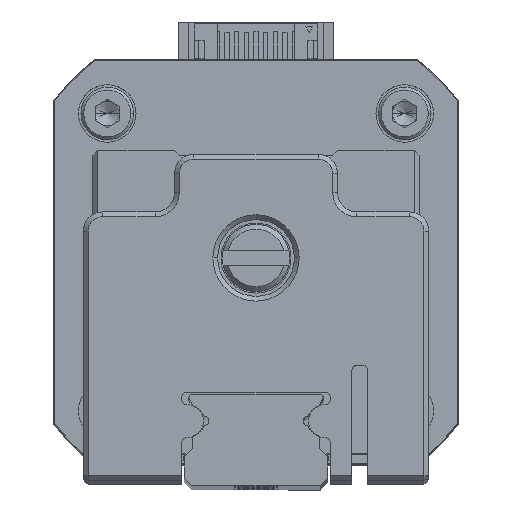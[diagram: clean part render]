
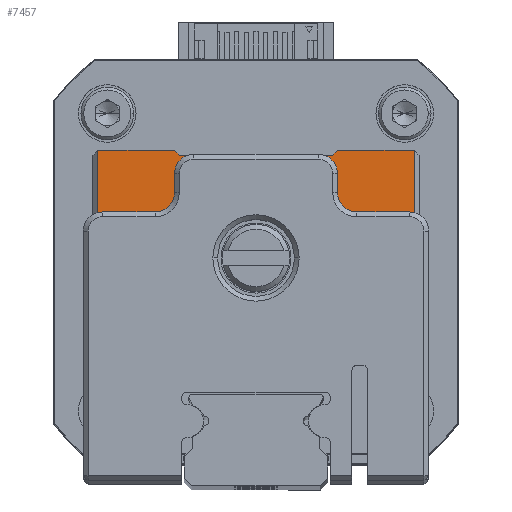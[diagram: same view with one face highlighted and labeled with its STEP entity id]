
A CAD part, top view. The second image highlights one B-rep face of the part: STEP entity #7457.
In plain terms, the highlighted planar face has unit normal (0, 0, 1).
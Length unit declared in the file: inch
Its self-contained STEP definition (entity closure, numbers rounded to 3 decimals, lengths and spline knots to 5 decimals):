
#348 = VERTEX_POINT ( 'NONE', #9864 ) ;
#379 = DIRECTION ( 'NONE',  ( 0., 0., 1. ) ) ;
#454 = CARTESIAN_POINT ( 'NONE',  ( -0.27236, 0.66436, 4.4685 ) ) ;
#537 = VECTOR ( 'NONE', #8206, 39.37008 ) ;
#779 = CARTESIAN_POINT ( 'NONE',  ( 0.45008, 0.23168, 4.4685 ) ) ;
#990 = CARTESIAN_POINT ( 'NONE',  ( -0.29204, 0.68405, 4.4685 ) ) ;
#991 = DIRECTION ( 'NONE',  ( 0., 0., -1. ) ) ;
#1236 = CARTESIAN_POINT ( 'NONE',  ( -0.2822, 0.23168, 4.4685 ) ) ;
#1295 = DIRECTION ( 'NONE',  ( 1., 0., 0. ) ) ;
#1484 = AXIS2_PLACEMENT_3D ( 'NONE', #25149, #13476, #1832 ) ;
#1514 = DIRECTION ( 'NONE',  ( -0.707, -0.707, 0. ) ) ;
#1832 = DIRECTION ( 'NONE',  ( -1., 0., 0. ) ) ;
#2256 = VERTEX_POINT ( 'NONE', #19022 ) ;
#2509 = FACE_BOUND ( 'NONE', #19400, .T. ) ;
#2641 = ORIENTED_EDGE ( 'NONE', *, *, #20503, .T. ) ;
#3051 = ORIENTED_EDGE ( 'NONE', *, *, #22710, .F. ) ;
#3196 = LINE ( 'NONE', #22522, #12912 ) ;
#3207 = DIRECTION ( 'NONE',  ( 1., 0., 0. ) ) ;
#3629 = CIRCLE ( 'NONE', #17937, 0.08268 ) ;
#3715 = FACE_BOUND ( 'NONE', #19128, .T. ) ;
#3752 = VECTOR ( 'NONE', #11856, 39.37008 ) ;
#4019 = EDGE_LOOP ( 'NONE', ( #3051, #20894, #16098, #7861, #11500, #16086, #25217, #18287, #8299, #20221, #12973, #2641 ) ) ;
#4394 = CIRCLE ( 'NONE', #9251, 0.08268 ) ;
#4681 = VECTOR ( 'NONE', #1514, 39.37008 ) ;
#5122 = VERTEX_POINT ( 'NONE', #11397 ) ;
#5177 = DIRECTION ( 'NONE',  ( 1., 0., 0. ) ) ;
#5736 = EDGE_CURVE ( 'NONE', #20213, #19047, #4394, .T. ) ;
#6217 = CARTESIAN_POINT ( 'NONE',  ( -0.607, -0.05414, 4.4685 ) ) ;
#6329 = DIRECTION ( 'NONE',  ( 1., 0., 0. ) ) ;
#6410 = DIRECTION ( 'NONE',  ( 0., 1., 0. ) ) ;
#6575 = LINE ( 'NONE', #14578, #16274 ) ;
#6817 = CIRCLE ( 'NONE', #9665, 0.08268 ) ;
#6885 = VECTOR ( 'NONE', #6410, 39.37008 ) ;
#7126 = CARTESIAN_POINT ( 'NONE',  ( -0.62669, 0.68405, 4.4685 ) ) ;
#7457 = ADVANCED_FACE ( 'NONE', ( #2509, #3715, #22589 ), #22337, .F. ) ;
#7653 = EDGE_CURVE ( 'NONE', #5122, #8332, #22802, .T. ) ;
#7861 = ORIENTED_EDGE ( 'NONE', *, *, #16811, .T. ) ;
#7936 = CARTESIAN_POINT ( 'NONE',  ( -0.2822, 0.23168, 4.4685 ) ) ;
#8206 = DIRECTION ( 'NONE',  ( 1., 0., 0. ) ) ;
#8299 = ORIENTED_EDGE ( 'NONE', *, *, #11133, .T. ) ;
#8318 = CARTESIAN_POINT ( 'NONE',  ( 0.69221, 0.68405, 4.4685 ) ) ;
#8332 = VERTEX_POINT ( 'NONE', #11457 ) ;
#8964 = ORIENTED_EDGE ( 'NONE', *, *, #20037, .F. ) ;
#9251 = AXIS2_PLACEMENT_3D ( 'NONE', #24601, #12946, #1295 ) ;
#9665 = AXIS2_PLACEMENT_3D ( 'NONE', #1236, #14839, #3207 ) ;
#9864 = CARTESIAN_POINT ( 'NONE',  ( 0.37725, 0.68405, 4.4685 ) ) ;
#9894 = DIRECTION ( 'NONE',  ( 1., 0., 0. ) ) ;
#10164 = ORIENTED_EDGE ( 'NONE', *, *, #17637, .F. ) ;
#10224 = CARTESIAN_POINT ( 'NONE',  ( 0.69221, -0.05414, 4.4685 ) ) ;
#10300 = CIRCLE ( 'NONE', #23234, 0.08268 ) ;
#10693 = CARTESIAN_POINT ( 'NONE',  ( 0.28473, 0.23168, 4.4685 ) ) ;
#10699 = VERTEX_POINT ( 'NONE', #990 ) ;
#10719 = EDGE_CURVE ( 'NONE', #15359, #10699, #6575, .T. ) ;
#11133 = EDGE_CURVE ( 'NONE', #8332, #21680, #16360, .T. ) ;
#11397 = CARTESIAN_POINT ( 'NONE',  ( 0.25914, 0.22145, 4.4685 ) ) ;
#11441 = ORIENTED_EDGE ( 'NONE', *, *, #23978, .F. ) ;
#11457 = CARTESIAN_POINT ( 'NONE',  ( 0.25914, -0.05414, 4.4685 ) ) ;
#11500 = ORIENTED_EDGE ( 'NONE', *, *, #17788, .T. ) ;
#11505 = DIRECTION ( 'NONE',  ( 1., 0., 0. ) ) ;
#11856 = DIRECTION ( 'NONE',  ( 1., 0., 0. ) ) ;
#12007 = CARTESIAN_POINT ( 'NONE',  ( 0.36741, 0.23168, 4.4685 ) ) ;
#12526 = VERTEX_POINT ( 'NONE', #8318 ) ;
#12703 = DIRECTION ( 'NONE',  ( -0.707, 0.707, 0. ) ) ;
#12854 = AXIS2_PLACEMENT_3D ( 'NONE', #16461, #991, #14579 ) ;
#12912 = VECTOR ( 'NONE', #24481, 39.37008 ) ;
#12946 = DIRECTION ( 'NONE',  ( 0., 0., 1. ) ) ;
#12973 = ORIENTED_EDGE ( 'NONE', *, *, #19144, .F. ) ;
#13097 = CARTESIAN_POINT ( 'NONE',  ( -0.17393, 0.22145, 4.4685 ) ) ;
#13216 = VERTEX_POINT ( 'NONE', #13097 ) ;
#13476 = DIRECTION ( 'NONE',  ( 0., 0., -1. ) ) ;
#13823 = VERTEX_POINT ( 'NONE', #21515 ) ;
#13955 = DIRECTION ( 'NONE',  ( 1., 0., 0. ) ) ;
#14017 = LINE ( 'NONE', #7126, #17983 ) ;
#14093 = LINE ( 'NONE', #21549, #3752 ) ;
#14127 = CARTESIAN_POINT ( 'NONE',  ( -0.17393, -0.07383, 4.4685 ) ) ;
#14149 = ORIENTED_EDGE ( 'NONE', *, *, #5736, .F. ) ;
#14195 = LINE ( 'NONE', #15093, #23961 ) ;
#14578 = CARTESIAN_POINT ( 'NONE',  ( -0.27236, 0.66436, 4.4685 ) ) ;
#14579 = DIRECTION ( 'NONE',  ( -1., 0., 0. ) ) ;
#14839 = DIRECTION ( 'NONE',  ( 0., 0., 1. ) ) ;
#15093 = CARTESIAN_POINT ( 'NONE',  ( 0.69221, 0.68405, 4.4685 ) ) ;
#15196 = CARTESIAN_POINT ( 'NONE',  ( 0.35756, 0.66436, 4.4685 ) ) ;
#15213 = VECTOR ( 'NONE', #6329, 39.37008 ) ;
#15297 = EDGE_CURVE ( 'NONE', #13823, #10699, #17883, .T. ) ;
#15359 = VERTEX_POINT ( 'NONE', #16339 ) ;
#16074 = VERTEX_POINT ( 'NONE', #21621 ) ;
#16086 = ORIENTED_EDGE ( 'NONE', *, *, #16173, .T. ) ;
#16098 = ORIENTED_EDGE ( 'NONE', *, *, #15297, .F. ) ;
#16173 = EDGE_CURVE ( 'NONE', #24574, #13216, #17213, .T. ) ;
#16274 = VECTOR ( 'NONE', #12703, 39.37008 ) ;
#16339 = CARTESIAN_POINT ( 'NONE',  ( -0.27236, 0.66436, 4.4685 ) ) ;
#16360 = LINE ( 'NONE', #21210, #19695 ) ;
#16461 = CARTESIAN_POINT ( 'NONE',  ( -0.62669, 0.68405, 4.4685 ) ) ;
#16811 = EDGE_CURVE ( 'NONE', #13823, #18878, #3196, .T. ) ;
#16998 = EDGE_CURVE ( 'NONE', #13216, #5122, #18987, .T. ) ;
#17043 = DIRECTION ( 'NONE',  ( 0., -1., 0. ) ) ;
#17065 = DIRECTION ( 'NONE',  ( 0., 1., 0. ) ) ;
#17213 = LINE ( 'NONE', #14127, #6885 ) ;
#17612 = CARTESIAN_POINT ( 'NONE',  ( -0.17393, -0.05414, 4.4685 ) ) ;
#17627 = VECTOR ( 'NONE', #17043, 39.37008 ) ;
#17637 = EDGE_CURVE ( 'NONE', #16074, #2256, #6817, .T. ) ;
#17788 = EDGE_CURVE ( 'NONE', #18878, #24574, #14093, .T. ) ;
#17883 = LINE ( 'NONE', #19993, #537 ) ;
#17937 = AXIS2_PLACEMENT_3D ( 'NONE', #7936, #21522, #9894 ) ;
#17983 = VECTOR ( 'NONE', #5177, 39.37008 ) ;
#18287 = ORIENTED_EDGE ( 'NONE', *, *, #7653, .T. ) ;
#18878 = VERTEX_POINT ( 'NONE', #6217 ) ;
#18987 = CIRCLE ( 'NONE', #1484, 0.21654 ) ;
#19022 = CARTESIAN_POINT ( 'NONE',  ( -0.19952, 0.23168, 4.4685 ) ) ;
#19047 = VERTEX_POINT ( 'NONE', #10693 ) ;
#19128 = EDGE_LOOP ( 'NONE', ( #8964, #10164 ) ) ;
#19144 = EDGE_CURVE ( 'NONE', #348, #12526, #14017, .T. ) ;
#19400 = EDGE_LOOP ( 'NONE', ( #14149, #11441 ) ) ;
#19695 = VECTOR ( 'NONE', #11505, 39.37008 ) ;
#19940 = VERTEX_POINT ( 'NONE', #25037 ) ;
#19993 = CARTESIAN_POINT ( 'NONE',  ( -0.62669, 0.68405, 4.4685 ) ) ;
#20037 = EDGE_CURVE ( 'NONE', #2256, #16074, #3629, .T. ) ;
#20165 = LINE ( 'NONE', #15196, #4681 ) ;
#20213 = VERTEX_POINT ( 'NONE', #779 ) ;
#20221 = ORIENTED_EDGE ( 'NONE', *, *, #24955, .T. ) ;
#20503 = EDGE_CURVE ( 'NONE', #348, #19940, #20165, .T. ) ;
#20894 = ORIENTED_EDGE ( 'NONE', *, *, #10719, .T. ) ;
#21210 = CARTESIAN_POINT ( 'NONE',  ( -0.62669, -0.05414, 4.4685 ) ) ;
#21515 = CARTESIAN_POINT ( 'NONE',  ( -0.607, 0.68405, 4.4685 ) ) ;
#21522 = DIRECTION ( 'NONE',  ( 0., 0., 1. ) ) ;
#21549 = CARTESIAN_POINT ( 'NONE',  ( -0.62669, -0.05414, 4.4685 ) ) ;
#21621 = CARTESIAN_POINT ( 'NONE',  ( -0.36488, 0.23168, 4.4685 ) ) ;
#21626 = LINE ( 'NONE', #454, #15213 ) ;
#21680 = VERTEX_POINT ( 'NONE', #10224 ) ;
#22337 = PLANE ( 'NONE',  #12854 ) ;
#22522 = CARTESIAN_POINT ( 'NONE',  ( -0.607, 0.68405, 4.4685 ) ) ;
#22589 = FACE_OUTER_BOUND ( 'NONE', #4019, .T. ) ;
#22710 = EDGE_CURVE ( 'NONE', #15359, #19940, #21626, .T. ) ;
#22802 = LINE ( 'NONE', #22841, #17627 ) ;
#22841 = CARTESIAN_POINT ( 'NONE',  ( 0.25914, 0.22145, 4.4685 ) ) ;
#23234 = AXIS2_PLACEMENT_3D ( 'NONE', #12007, #379, #13955 ) ;
#23961 = VECTOR ( 'NONE', #17065, 39.37008 ) ;
#23978 = EDGE_CURVE ( 'NONE', #19047, #20213, #10300, .T. ) ;
#24481 = DIRECTION ( 'NONE',  ( 0., -1., 0. ) ) ;
#24574 = VERTEX_POINT ( 'NONE', #17612 ) ;
#24601 = CARTESIAN_POINT ( 'NONE',  ( 0.36741, 0.23168, 4.4685 ) ) ;
#24955 = EDGE_CURVE ( 'NONE', #21680, #12526, #14195, .T. ) ;
#25037 = CARTESIAN_POINT ( 'NONE',  ( 0.35756, 0.66436, 4.4685 ) ) ;
#25149 = CARTESIAN_POINT ( 'NONE',  ( 0.0426, 0.22145, 4.4685 ) ) ;
#25217 = ORIENTED_EDGE ( 'NONE', *, *, #16998, .T. ) ;
